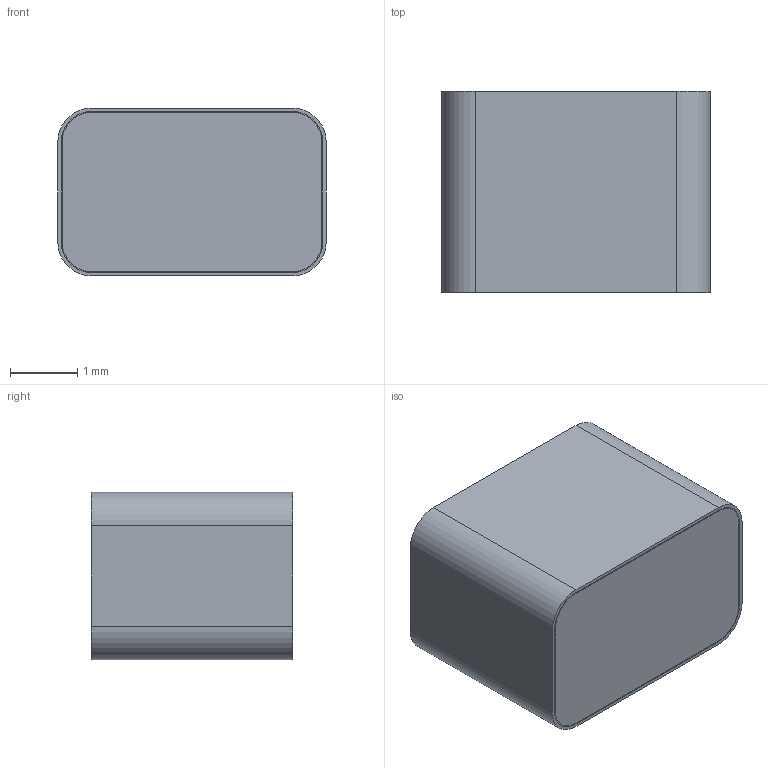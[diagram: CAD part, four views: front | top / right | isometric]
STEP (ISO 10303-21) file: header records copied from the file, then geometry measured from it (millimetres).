
FILE_DESCRIPTION(/* description */ (''),/* implementation_level */ '2;1');
FILE_NAME(/* name */ '3029040030025',/* time_stamp */ '2019-01-30T15:00:20+01:00',/* author */ ('WJ'),/* organization */ ('WÃ¼rth Elektronik eiSos GmbH & Co. KG'),/* preprocessor_version */ 'ST-DEVELOPER v16.7',/* originating_system */ 'DEX',/* authorisation */ $);
FILE_SCHEMA (('AUTOMOTIVE_DESIGN {1 0 10303 214 3 1 1}'));
Length unit declared in the file: millimetre
Products named in the file (4): 3029040030025; Surface-Film; BondingAgent; Sponge(core)
Assembly tree (3 placements, depth 2):
  3029040030025
    Surface-Film
    BondingAgent
    Sponge(core)
Bounding box: 4 x 3 x 2.5 mm (x, y, z)
Volume: 29.4 mm3; surface area: 197.4 mm2
Topology: 3 solids, 3 shells, 46 faces, 120 edges, 80 vertices
Faces by surface type: plane 26, cylinder 20
Entity records: 1537 total; most frequent: DIRECTION 260, CARTESIAN_POINT 250, ORIENTED_EDGE 240, EDGE_CURVE 120, AXIS2_PLACEMENT_3D 90, LINE 80, VECTOR 80, VERTEX_POINT 80
